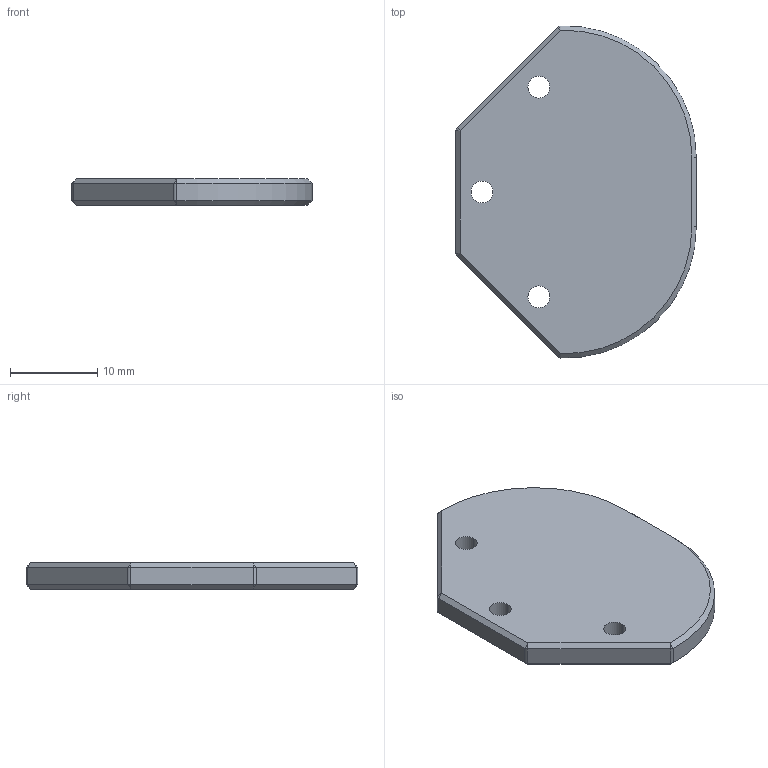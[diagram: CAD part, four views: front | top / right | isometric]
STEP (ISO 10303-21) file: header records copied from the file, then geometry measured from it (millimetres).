
FILE_DESCRIPTION(('FreeCAD Model'),'2;1');
FILE_NAME('rear_protection.step','2020-01-27T05:17:29',('Author' ),(''),'Open CASCADE STEP processor 7.3','FreeCAD','Unknown');
FILE_SCHEMA(('AUTOMOTIVE_DESIGN { 1 0 10303 214 1 1 1 1 }'));
Length unit declared in the file: millimetre
Products named in the file (1): rear_protection
Bounding box: 27.5 x 37.98 x 3 mm (x, y, z)
Volume: 2356.7 mm3; surface area: 1909.9 mm2
Topology: 1 solids, 1 shells, 38 faces, 88 edges, 44 vertices
Faces by surface type: plane 14, cylinder 12, cone 12
Entity records: 2367 total; most frequent: CARTESIAN_POINT 661, DIRECTION 330, LINE 180, VECTOR 180, ORIENTED_EDGE 160, PCURVE 160, DEFINITIONAL_REPRESENTATION 160, EDGE_CURVE 80
